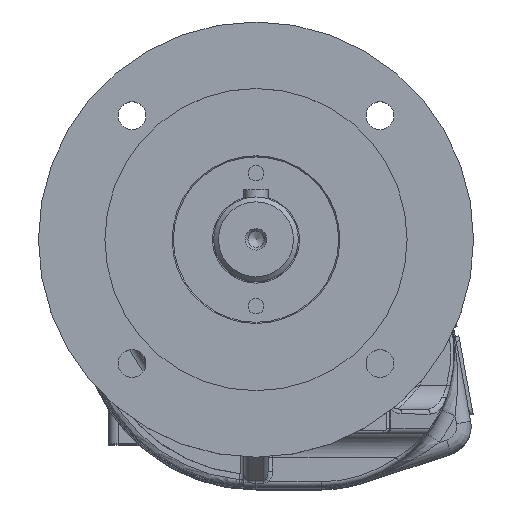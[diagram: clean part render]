
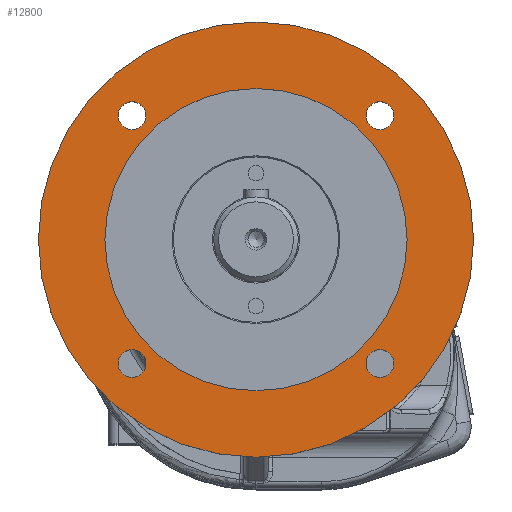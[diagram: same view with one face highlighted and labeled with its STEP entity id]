
A CAD part, top view. The second image highlights one B-rep face of the part: STEP entity #12800.
In plain terms, the highlighted planar face has unit normal (0, 0, 1).
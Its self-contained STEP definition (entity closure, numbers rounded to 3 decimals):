
#257=FACE_BOUND('',#2315,.T.);
#258=FACE_BOUND('',#2316,.T.);
#259=FACE_BOUND('',#2317,.T.);
#260=FACE_BOUND('',#2318,.T.);
#261=FACE_BOUND('',#2319,.T.);
#821=PLANE('',#14169);
#1524=FACE_OUTER_BOUND('',#2314,.T.);
#2314=EDGE_LOOP('',(#11003));
#2315=EDGE_LOOP('',(#11004));
#2316=EDGE_LOOP('',(#11005));
#2317=EDGE_LOOP('',(#11006));
#2318=EDGE_LOOP('',(#11007));
#2319=EDGE_LOOP('',(#11008));
#3128=CIRCLE('',#14167,62.5);
#3130=CIRCLE('',#14170,90.);
#3131=CIRCLE('',#14171,5.75);
#3132=CIRCLE('',#14172,5.75);
#3133=CIRCLE('',#14173,5.75);
#3134=CIRCLE('',#14174,5.75);
#5778=VERTEX_POINT('',#26642);
#5780=VERTEX_POINT('',#26648);
#5781=VERTEX_POINT('',#26650);
#5782=VERTEX_POINT('',#26652);
#5783=VERTEX_POINT('',#26654);
#5784=VERTEX_POINT('',#26656);
#7552=EDGE_CURVE('',#5778,#5778,#3128,.T.);
#7555=EDGE_CURVE('',#5780,#5780,#3130,.T.);
#7556=EDGE_CURVE('',#5781,#5781,#3131,.T.);
#7557=EDGE_CURVE('',#5782,#5782,#3132,.T.);
#7558=EDGE_CURVE('',#5783,#5783,#3133,.T.);
#7559=EDGE_CURVE('',#5784,#5784,#3134,.T.);
#11003=ORIENTED_EDGE('',*,*,#7555,.F.);
#11004=ORIENTED_EDGE('',*,*,#7556,.T.);
#11005=ORIENTED_EDGE('',*,*,#7557,.T.);
#11006=ORIENTED_EDGE('',*,*,#7558,.T.);
#11007=ORIENTED_EDGE('',*,*,#7559,.T.);
#11008=ORIENTED_EDGE('',*,*,#7552,.T.);
#12800=ADVANCED_FACE('',(#1524,#257,#258,#259,#260,#261),#821,.F.);
#14167=AXIS2_PLACEMENT_3D('',#26643,#17551,#17552);
#14169=AXIS2_PLACEMENT_3D('',#26647,#17556,#17557);
#14170=AXIS2_PLACEMENT_3D('',#26649,#17558,#17559);
#14171=AXIS2_PLACEMENT_3D('',#26651,#17560,#17561);
#14172=AXIS2_PLACEMENT_3D('',#26653,#17562,#17563);
#14173=AXIS2_PLACEMENT_3D('',#26655,#17564,#17565);
#14174=AXIS2_PLACEMENT_3D('',#26657,#17566,#17567);
#17551=DIRECTION('center_axis',(0.,0.,
-1.));
#17552=DIRECTION('ref_axis',(0.,1.,0.));
#17556=DIRECTION('center_axis',(0.,0.,
-1.));
#17557=DIRECTION('ref_axis',(0.,-1.,0.));
#17558=DIRECTION('center_axis',(0.,0.,
-1.));
#17559=DIRECTION('ref_axis',(0.,1.,0.));
#17560=DIRECTION('center_axis',(0.,0.,
-1.));
#17561=DIRECTION('ref_axis',(-1.,0.,0.));
#17562=DIRECTION('center_axis',(0.,0.,
-1.));
#17563=DIRECTION('ref_axis',(0.,-1.,0.));
#17564=DIRECTION('center_axis',(0.,0.,
-1.));
#17565=DIRECTION('ref_axis',(1.,0.,0.));
#17566=DIRECTION('center_axis',(0.,0.,
-1.));
#17567=DIRECTION('ref_axis',(0.,1.,0.));
#26642=CARTESIAN_POINT('',(0.,-46.918,200.4));
#26643=CARTESIAN_POINT('Origin',(0.,15.582,
200.4));
#26647=CARTESIAN_POINT('Origin',(0.,91.832,
200.4));
#26648=CARTESIAN_POINT('',(0.,-74.418,200.4));
#26649=CARTESIAN_POINT('Origin',(0.,15.582,
200.4));
#26650=CARTESIAN_POINT('',(-45.515,-35.684,200.4));
#26651=CARTESIAN_POINT('Origin',(-51.265,-35.684,200.4));
#26652=CARTESIAN_POINT('',(51.265,-29.934,200.4));
#26653=CARTESIAN_POINT('Origin',(51.265,-35.684,200.4));
#26654=CARTESIAN_POINT('',(45.515,66.847,200.4));
#26655=CARTESIAN_POINT('Origin',(51.265,66.847,200.4));
#26656=CARTESIAN_POINT('',(-51.265,61.097,200.4));
#26657=CARTESIAN_POINT('Origin',(-51.265,66.847,200.4));
